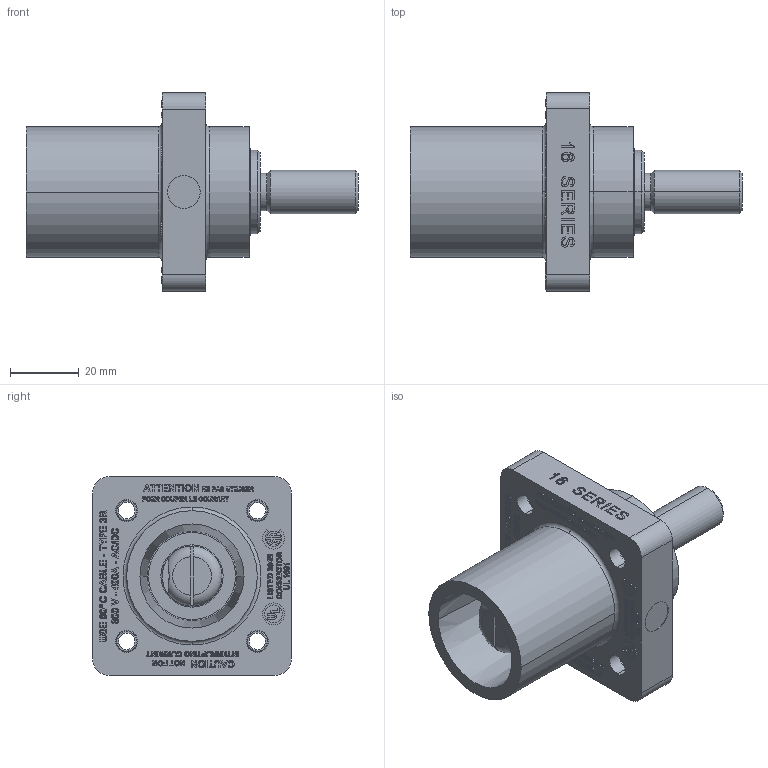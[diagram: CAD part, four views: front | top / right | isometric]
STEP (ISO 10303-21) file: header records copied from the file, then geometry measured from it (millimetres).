
FILE_DESCRIPTION (( 'STEP AP214' ), '1' );
FILE_NAME ('ORC6202-M01.STEP', '2025-03-25T19:47:01', ( '' ), ( '' ), 'SwSTEP 2.0', 'SolidWorks 2024', '' );
FILE_SCHEMA (( 'AUTOMOTIVE_DESIGN' ));
Length unit declared in the file: inch
Products named in the file (1): ORC6202-M01
Bounding box: 96.82 x 57.94 x 57.94 mm (x, y, z)
Volume: 98364.4 mm3; surface area: 39725.8 mm2
Topology: 8 solids, 8 shells, 2662 faces, 6778 edges, 4343 vertices
Faces by surface type: plane 1331, bspline 738, cylinder 369, torus 82, sphere 72, cone 70
Entity records: 117487 total; most frequent: CARTESIAN_POINT 57759, ORIENTED_EDGE 13516, DIRECTION 10015, EDGE_CURVE 6758, VERTEX_POINT 4343, VECTOR 4301, LINE 4301, EDGE_LOOP 2937
